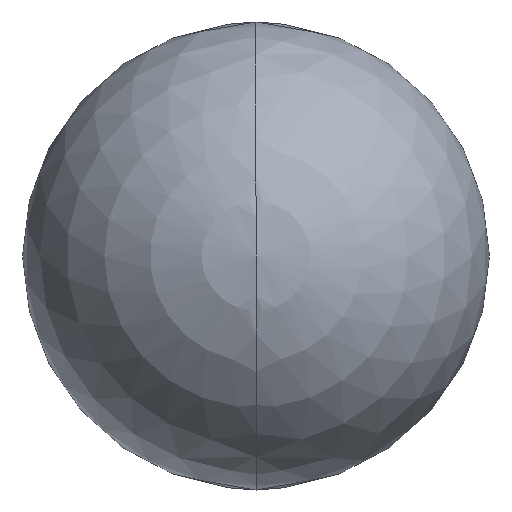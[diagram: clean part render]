
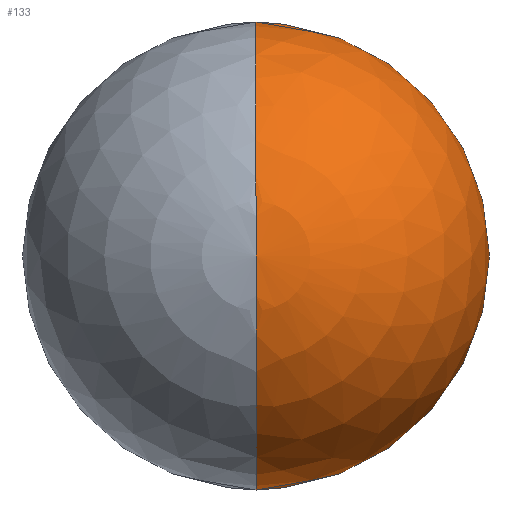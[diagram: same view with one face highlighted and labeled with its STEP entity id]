
A CAD part, left-side view. The second image highlights one B-rep face of the part: STEP entity #133.
In plain terms, the highlighted spherical face has radius 20 mm.
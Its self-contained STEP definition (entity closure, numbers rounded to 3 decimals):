
#87=EDGE_CURVE('',#131,#115,#218,.T.);
#115=VERTEX_POINT('',#250);
#131=VERTEX_POINT('',#268);
#133=ADVANCED_FACE('',(#270),#271,.T.);
#159=VERTEX_POINT('',#300);
#187=EDGE_CURVE('',#115,#159,#331,.T.);
#189=EDGE_CURVE('',#159,#131,#333,.T.);
#218=CIRCLE('',#356,20.0);
#250=CARTESIAN_POINT('',(-142.0,0.,0.));
#268=CARTESIAN_POINT('',(-105.0,0.,-10.536));
#270=FACE_OUTER_BOUND('',#423,.T.);
#271=SPHERICAL_SURFACE('',#424,20.0);
#300=CARTESIAN_POINT('',(-105.0,0.,10.536));
#331=CIRCLE('',#498,20.0);
#333=CIRCLE('',#501,10.536);
#356=AXIS2_PLACEMENT_3D('',#523,#524,#525);
#423=EDGE_LOOP('',(#595,#596,#597));
#424=AXIS2_PLACEMENT_3D('',#598,#599,#600);
#498=AXIS2_PLACEMENT_3D('',#661,#662,#663);
#501=AXIS2_PLACEMENT_3D('',#664,#665,#666);
#523=CARTESIAN_POINT('',(-122.0,0.,0.));
#524=DIRECTION('',(-0.0,1.0,0.));
#525=DIRECTION('',(0.0,0.,-1.0));
#595=ORIENTED_EDGE('',*,*,#187,.F.);
#596=ORIENTED_EDGE('',*,*,#87,.F.);
#597=ORIENTED_EDGE('',*,*,#189,.F.);
#598=CARTESIAN_POINT('',(-122.0,0.,0.));
#599=DIRECTION('',(1.0,0.0,0.0));
#600=DIRECTION('',(0.0,0.,1.0));
#661=CARTESIAN_POINT('',(-122.0,0.,0.));
#662=DIRECTION('',(-0.0,1.0,0.));
#663=DIRECTION('',(0.0,0.,-1.0));
#664=CARTESIAN_POINT('',(-105.0,0.,0.));
#665=DIRECTION('',(1.0,0.0,0.0));
#666=DIRECTION('',(0.0,0.,1.0));
